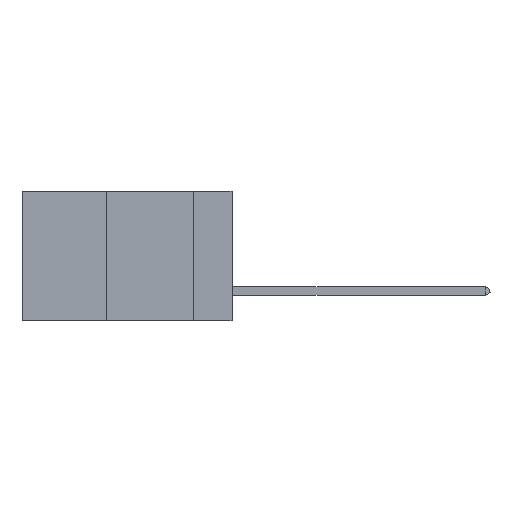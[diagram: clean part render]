
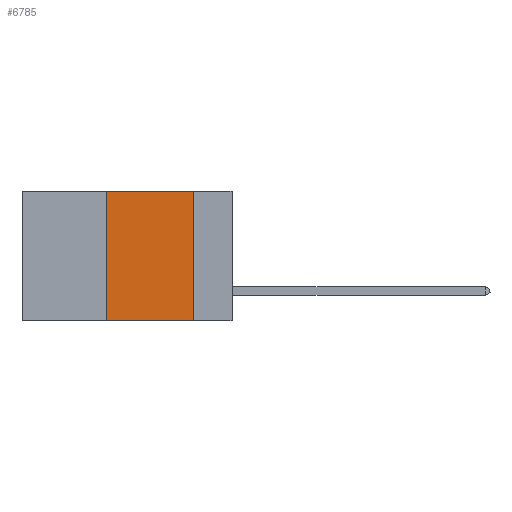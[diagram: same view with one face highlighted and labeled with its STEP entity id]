
A CAD part, left-side view. The second image highlights one B-rep face of the part: STEP entity #6785.
In plain terms, the highlighted planar face has unit normal (-1, 0, 0).
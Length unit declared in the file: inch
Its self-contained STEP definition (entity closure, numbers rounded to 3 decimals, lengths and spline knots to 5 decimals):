
#261 = ORIENTED_EDGE ( 'NONE', *, *, #15018, .T. ) ;
#950 = LINE ( 'NONE', #9756, #15755 ) ;
#1271 = VECTOR ( 'NONE', #11879, 39.37008 ) ;
#3214 = ORIENTED_EDGE ( 'NONE', *, *, #15941, .F. ) ;
#3592 = CARTESIAN_POINT ( 'NONE',  ( 0., 0.11, -0.37 ) ) ;
#3992 = FACE_OUTER_BOUND ( 'NONE', #12379, .T. ) ;
#4150 = DIRECTION ( 'NONE',  ( 1., 0., 0. ) ) ;
#4676 = VERTEX_POINT ( 'NONE', #15177 ) ;
#4845 = VERTEX_POINT ( 'NONE', #7438 ) ;
#4989 = EDGE_CURVE ( 'NONE', #4845, #7584, #12110, .T. ) ;
#5233 = LINE ( 'NONE', #7589, #13038 ) ;
#5264 = DIRECTION ( 'NONE',  ( 0., -1., 0. ) ) ;
#6625 = AXIS2_PLACEMENT_3D ( 'NONE', #9221, #4150, #8057 ) ;
#6785 = ADVANCED_FACE ( 'NONE', ( #3992 ), #10848, .F. ) ;
#7188 = CARTESIAN_POINT ( 'NONE',  ( 0., 0.11, 0. ) ) ;
#7438 = CARTESIAN_POINT ( 'NONE',  ( 0., 0.36, 0. ) ) ;
#7567 = ORIENTED_EDGE ( 'NONE', *, *, #13313, .F. ) ;
#7584 = VERTEX_POINT ( 'NONE', #7188 ) ;
#7589 = CARTESIAN_POINT ( 'NONE',  ( 0., 0.6, -0.37 ) ) ;
#8057 = DIRECTION ( 'NONE',  ( 0., 0., -1. ) ) ;
#9141 = ORIENTED_EDGE ( 'NONE', *, *, #4989, .F. ) ;
#9221 = CARTESIAN_POINT ( 'NONE',  ( 0., 0.6, 0. ) ) ;
#9756 = CARTESIAN_POINT ( 'NONE',  ( 0., 0.36, 0. ) ) ;
#10848 = PLANE ( 'NONE',  #6625 ) ;
#11484 = CARTESIAN_POINT ( 'NONE',  ( 0., 0.6, 0. ) ) ;
#11674 = VERTEX_POINT ( 'NONE', #3592 ) ;
#11879 = DIRECTION ( 'NONE',  ( 0., 0., -1. ) ) ;
#12110 = LINE ( 'NONE', #11484, #12743 ) ;
#12379 = EDGE_LOOP ( 'NONE', ( #7567, #9141, #3214, #261 ) ) ;
#12743 = VECTOR ( 'NONE', #5264, 39.37008 ) ;
#13038 = VECTOR ( 'NONE', #13114, 39.37008 ) ;
#13114 = DIRECTION ( 'NONE',  ( 0., -1., 0. ) ) ;
#13313 = EDGE_CURVE ( 'NONE', #7584, #11674, #13953, .T. ) ;
#13953 = LINE ( 'NONE', #14075, #1271 ) ;
#14075 = CARTESIAN_POINT ( 'NONE',  ( 0., 0.11, 0. ) ) ;
#15018 = EDGE_CURVE ( 'NONE', #4676, #11674, #5233, .T. ) ;
#15068 = DIRECTION ( 'NONE',  ( 0., 0., 1. ) ) ;
#15177 = CARTESIAN_POINT ( 'NONE',  ( 0., 0.36, -0.37 ) ) ;
#15755 = VECTOR ( 'NONE', #15068, 39.37008 ) ;
#15941 = EDGE_CURVE ( 'NONE', #4676, #4845, #950, .T. ) ;
